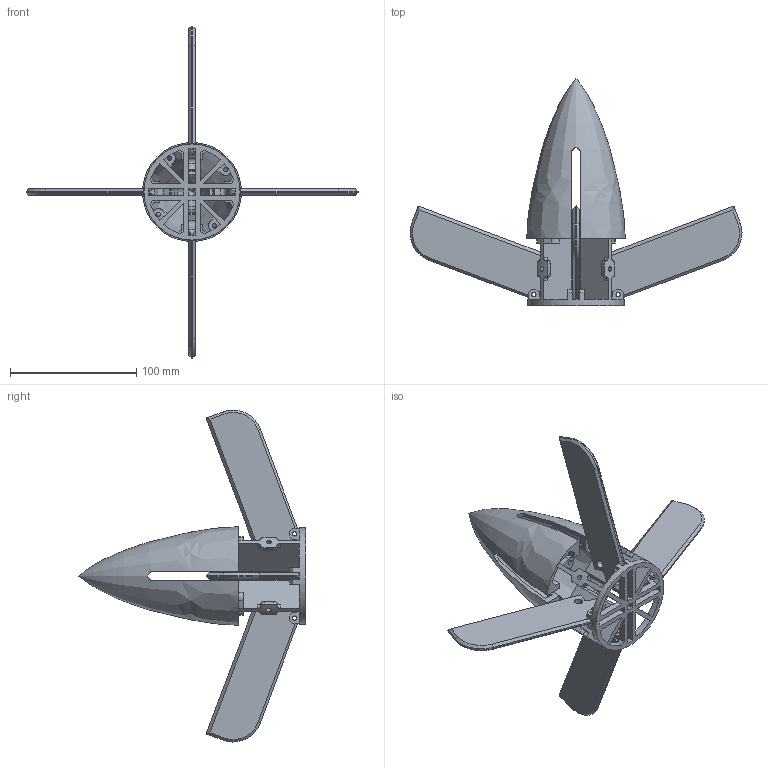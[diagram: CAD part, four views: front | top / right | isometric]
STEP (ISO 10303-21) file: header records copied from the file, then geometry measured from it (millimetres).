
FILE_DESCRIPTION(/* description */ (''),/* implementation_level */ '2;1');
FILE_NAME(/* name */ 'Canard Assembly.step',/* time_stamp */ '2025-10-16T22:24:05-04:00',/* author */ (''),/* organization */ (''),/* preprocessor_version */ 'ST-DEVELOPER v20.1',/* originating_system */ 'Autodesk Translation Framework v14.17.0.0',/* authorisation */ '');
FILE_SCHEMA (('AUTOMOTIVE_DESIGN { 1 0 10303 214 3 1 1 }'));
Length unit declared in the file: inch
Products named in the file (4): Canard Deployment; Base Canard Attachment; Canard; Nose Cone
Assembly tree (6 placements, depth 2):
  Canard Deployment
    Canard  x4
    Base Canard Attachment
    Nose Cone
Bounding box: 263.19 x 180.34 x 263.19 mm (x, y, z)
Volume: 177736.5 mm3; surface area: 107667.6 mm2
Topology: 6 solids, 6 shells, 405 faces, 1199 edges, 796 vertices
Faces by surface type: plane 270, cylinder 93, bspline 26, cone 16
Full cylindrical faces by diameter (mm): 3.3 x8, 3.4 x12, 3.607 x4, 6.35 x4, 76.2 x1
Entity records: 12472 total; most frequent: CARTESIAN_POINT 3826, ORIENTED_EDGE 1950, DIRECTION 1513, EDGE_CURVE 975, VERTEX_POINT 652, LINE 621, VECTOR 621, AXIS2_PLACEMENT_3D 446
